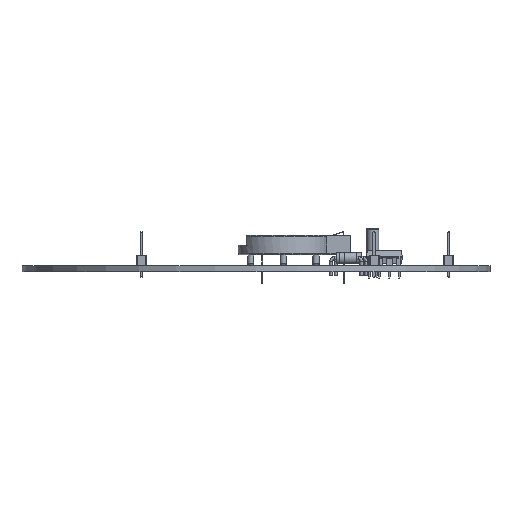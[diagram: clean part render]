
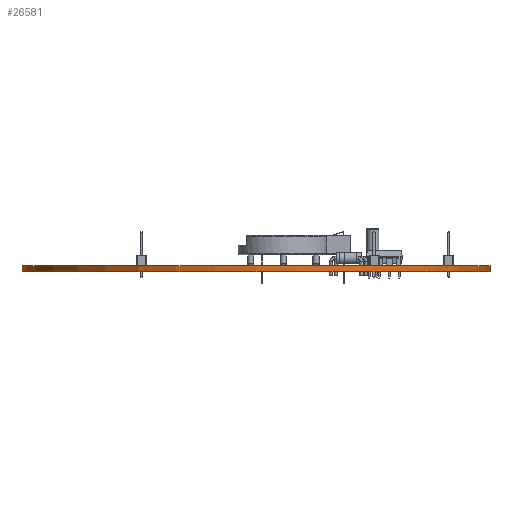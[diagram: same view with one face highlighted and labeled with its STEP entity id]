
A CAD part, front view. The second image highlights one B-rep face of the part: STEP entity #26581.
In plain terms, the highlighted cylindrical face has radius 59 mm (diameter 118 mm), a full revolution.
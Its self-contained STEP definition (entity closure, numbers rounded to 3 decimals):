
#26581 = ADVANCED_FACE('',(#26582),#26595,.T.);
#26582 = FACE_BOUND('',#26583,.T.);
#26583 = EDGE_LOOP('',(#26584,#26618,#26641,#26668));
#26584 = ORIENTED_EDGE('',*,*,#26585,.F.);
#26585 = EDGE_CURVE('',#26586,#26586,#26588,.T.);
#26586 = VERTEX_POINT('',#26587);
#26587 = CARTESIAN_POINT('',(210.815,-94.36,1.6));
#26588 = SURFACE_CURVE('',#26589,(#26594,#26606),.PCURVE_S1.);
#26589 = CIRCLE('',#26590,59.);
#26590 = AXIS2_PLACEMENT_3D('',#26591,#26592,#26593);
#26591 = CARTESIAN_POINT('',(151.815,-94.36,1.6));
#26592 = DIRECTION('',(0.,0.,1.));
#26593 = DIRECTION('',(1.,0.,-0.));
#26594 = PCURVE('',#26595,#26600);
#26595 = CYLINDRICAL_SURFACE('',#26596,59.);
#26596 = AXIS2_PLACEMENT_3D('',#26597,#26598,#26599);
#26597 = CARTESIAN_POINT('',(151.815,-94.36,0.));
#26598 = DIRECTION('',(0.,0.,1.));
#26599 = DIRECTION('',(1.,0.,-0.));
#26600 = DEFINITIONAL_REPRESENTATION('',(#26601),#26605);
#26601 = LINE('',#26602,#26603);
#26602 = CARTESIAN_POINT('',(0.,1.6));
#26603 = VECTOR('',#26604,1.);
#26604 = DIRECTION('',(1.,0.));
#26605 = ( GEOMETRIC_REPRESENTATION_CONTEXT(2) 
PARAMETRIC_REPRESENTATION_CONTEXT() REPRESENTATION_CONTEXT('2D SPACE',''
  ) );
#26606 = PCURVE('',#26607,#26612);
#26607 = PLANE('',#26608);
#26608 = AXIS2_PLACEMENT_3D('',#26609,#26610,#26611);
#26609 = CARTESIAN_POINT('',(151.815,-94.36,1.6));
#26610 = DIRECTION('',(0.,0.,1.));
#26611 = DIRECTION('',(1.,0.,-0.));
#26612 = DEFINITIONAL_REPRESENTATION('',(#26613),#26617);
#26613 = CIRCLE('',#26614,59.);
#26614 = AXIS2_PLACEMENT_2D('',#26615,#26616);
#26615 = CARTESIAN_POINT('',(0.,0.));
#26616 = DIRECTION('',(1.,0.));
#26617 = ( GEOMETRIC_REPRESENTATION_CONTEXT(2) 
PARAMETRIC_REPRESENTATION_CONTEXT() REPRESENTATION_CONTEXT('2D SPACE',''
  ) );
#26618 = ORIENTED_EDGE('',*,*,#26619,.F.);
#26619 = EDGE_CURVE('',#26620,#26586,#26622,.T.);
#26620 = VERTEX_POINT('',#26621);
#26621 = CARTESIAN_POINT('',(210.815,-94.36,0.));
#26622 = SEAM_CURVE('',#26623,(#26627,#26634),.PCURVE_S1.);
#26623 = LINE('',#26624,#26625);
#26624 = CARTESIAN_POINT('',(210.815,-94.36,0.));
#26625 = VECTOR('',#26626,1.);
#26626 = DIRECTION('',(0.,0.,1.));
#26627 = PCURVE('',#26595,#26628);
#26628 = DEFINITIONAL_REPRESENTATION('',(#26629),#26633);
#26629 = LINE('',#26630,#26631);
#26630 = CARTESIAN_POINT('',(6.283,-0.));
#26631 = VECTOR('',#26632,1.);
#26632 = DIRECTION('',(0.,1.));
#26633 = ( GEOMETRIC_REPRESENTATION_CONTEXT(2) 
PARAMETRIC_REPRESENTATION_CONTEXT() REPRESENTATION_CONTEXT('2D SPACE',''
  ) );
#26634 = PCURVE('',#26595,#26635);
#26635 = DEFINITIONAL_REPRESENTATION('',(#26636),#26640);
#26636 = LINE('',#26637,#26638);
#26637 = CARTESIAN_POINT('',(0.,-0.));
#26638 = VECTOR('',#26639,1.);
#26639 = DIRECTION('',(0.,1.));
#26640 = ( GEOMETRIC_REPRESENTATION_CONTEXT(2) 
PARAMETRIC_REPRESENTATION_CONTEXT() REPRESENTATION_CONTEXT('2D SPACE',''
  ) );
#26641 = ORIENTED_EDGE('',*,*,#26642,.T.);
#26642 = EDGE_CURVE('',#26620,#26620,#26643,.T.);
#26643 = SURFACE_CURVE('',#26644,(#26649,#26656),.PCURVE_S1.);
#26644 = CIRCLE('',#26645,59.);
#26645 = AXIS2_PLACEMENT_3D('',#26646,#26647,#26648);
#26646 = CARTESIAN_POINT('',(151.815,-94.36,0.));
#26647 = DIRECTION('',(0.,0.,1.));
#26648 = DIRECTION('',(1.,0.,-0.));
#26649 = PCURVE('',#26595,#26650);
#26650 = DEFINITIONAL_REPRESENTATION('',(#26651),#26655);
#26651 = LINE('',#26652,#26653);
#26652 = CARTESIAN_POINT('',(0.,0.));
#26653 = VECTOR('',#26654,1.);
#26654 = DIRECTION('',(1.,0.));
#26655 = ( GEOMETRIC_REPRESENTATION_CONTEXT(2) 
PARAMETRIC_REPRESENTATION_CONTEXT() REPRESENTATION_CONTEXT('2D SPACE',''
  ) );
#26656 = PCURVE('',#26657,#26662);
#26657 = PLANE('',#26658);
#26658 = AXIS2_PLACEMENT_3D('',#26659,#26660,#26661);
#26659 = CARTESIAN_POINT('',(151.815,-94.36,0.));
#26660 = DIRECTION('',(0.,0.,1.));
#26661 = DIRECTION('',(1.,0.,-0.));
#26662 = DEFINITIONAL_REPRESENTATION('',(#26663),#26667);
#26663 = CIRCLE('',#26664,59.);
#26664 = AXIS2_PLACEMENT_2D('',#26665,#26666);
#26665 = CARTESIAN_POINT('',(0.,0.));
#26666 = DIRECTION('',(1.,0.));
#26667 = ( GEOMETRIC_REPRESENTATION_CONTEXT(2) 
PARAMETRIC_REPRESENTATION_CONTEXT() REPRESENTATION_CONTEXT('2D SPACE',''
  ) );
#26668 = ORIENTED_EDGE('',*,*,#26619,.T.);
